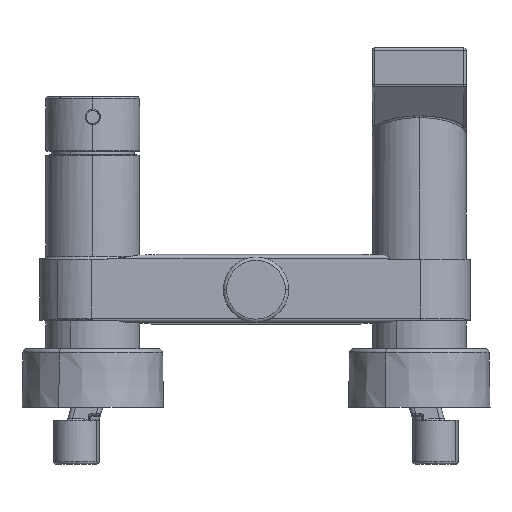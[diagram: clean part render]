
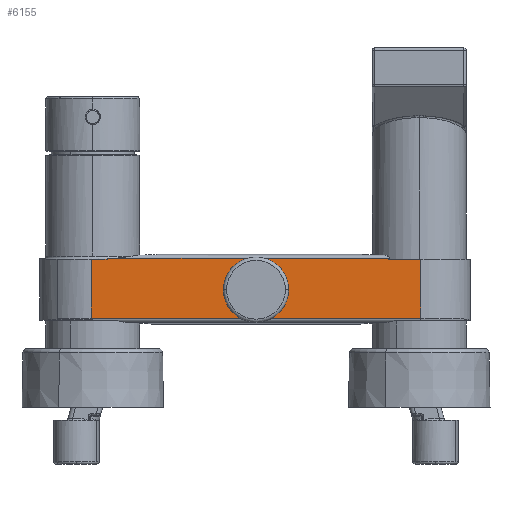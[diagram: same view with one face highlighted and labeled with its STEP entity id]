
A CAD part, front view. The second image highlights one B-rep face of the part: STEP entity #6155.
In plain terms, the highlighted planar face has unit normal (0, -1, 0).
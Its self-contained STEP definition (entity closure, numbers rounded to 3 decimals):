
#255 = DIRECTION ( 'NONE',  ( -1., 0., 0. ) ) ;
#380 = VERTEX_POINT ( 'NONE', #7783 ) ;
#471 = B_SPLINE_CURVE_WITH_KNOTS ( 'NONE', 3,
 ( #10110, #12190, #12234, #5937, #13301, #6978, #710, #8024, #1760, #9099 ),
 .UNSPECIFIED., .F., .F.,
 ( 4, 2, 2, 2, 4 ),
 ( 0., 0.002, 0.003, 0.005, 0.006 ),
 .UNSPECIFIED. ) ;
#506 = DIRECTION ( 'NONE',  ( 0., 1., 0. ) ) ;
#645 = CARTESIAN_POINT ( 'NONE',  ( -69.368, -22.7, -2.449 ) ) ;
#663 = CARTESIAN_POINT ( 'NONE',  ( -37.5, -22.7, -29.545 ) ) ;
#710 = CARTESIAN_POINT ( 'NONE',  ( -73.589, -22.7, -2.477 ) ) ;
#727 = EDGE_LOOP ( 'NONE', ( #13120, #6164 ) ) ;
#840 = DIRECTION ( 'NONE',  ( -1., 0., 0. ) ) ;
#876 = CARTESIAN_POINT ( 'NONE',  ( -68.232, -22.7, -2.372 ) ) ;
#921 = CARTESIAN_POINT ( 'NONE',  ( -65.304, -22.7, -2.102 ) ) ;
#1241 = DIRECTION ( 'NONE',  ( 0., 0., -1. ) ) ;
#1316 = VERTEX_POINT ( 'NONE', #645 ) ;
#1659 = VECTOR ( 'NONE', #4308, 1000. ) ;
#1687 = FACE_BOUND ( 'NONE', #727, .T. ) ;
#1760 = CARTESIAN_POINT ( 'NONE',  ( -75.172, -22.7, -2.469 ) ) ;
#1796 = DIRECTION ( 'NONE',  ( -1., 0., 0. ) ) ;
#1875 = CARTESIAN_POINT ( 'NONE',  ( -75.7, -22.7, -29.545 ) ) ;
#1933 = DIRECTION ( 'NONE',  ( 0., 1., 0. ) ) ;
#1938 = CARTESIAN_POINT ( 'NONE',  ( -69.368, -22.7, -2.449 ) ) ;
#1942 = LINE ( 'NONE', #8149, #10616 ) ;
#2074 = B_SPLINE_CURVE_WITH_KNOTS ( 'NONE', 7,
 ( #9231, #2945, #6107, #13469, #7155, #876, #8201, #1938 ),
 .UNSPECIFIED., .F., .F.,
 ( 8, 8 ),
 ( 0., 4.079 ),
 .UNSPECIFIED. ) ;
#2935 = DIRECTION ( 'NONE',  ( 0., 0., -1. ) ) ;
#2945 = CARTESIAN_POINT ( 'NONE',  ( -65.902, -22.7, -2.165 ) ) ;
#3242 = CARTESIAN_POINT ( 'NONE',  ( 61.327, -22.7, -2.102 ) ) ;
#3244 = LINE ( 'NONE', #6099, #6046 ) ;
#3488 = FACE_OUTER_BOUND ( 'NONE', #12448, .T. ) ;
#3536 = AXIS2_PLACEMENT_3D ( 'NONE', #6784, #506, #7832 ) ;
#3783 = ORIENTED_EDGE ( 'NONE', *, *, #3886, .F. ) ;
#3859 = EDGE_CURVE ( 'NONE', #8384, #7252, #13178, .T. ) ;
#3886 = EDGE_CURVE ( 'NONE', #380, #8384, #10202, .T. ) ;
#3957 = EDGE_CURVE ( 'NONE', #5166, #11110, #11206, .T. ) ;
#4095 = VERTEX_POINT ( 'NONE', #5778 ) ;
#4175 = EDGE_CURVE ( 'NONE', #11110, #7252, #10382, .T. ) ;
#4308 = DIRECTION ( 'NONE',  ( -1., 0., 0. ) ) ;
#4325 = AXIS2_PLACEMENT_3D ( 'NONE', #13464, #1933, #9275 ) ;
#5166 = VERTEX_POINT ( 'NONE', #9964 ) ;
#5184 = EDGE_CURVE ( 'NONE', #7808, #4095, #9342, .T. ) ;
#5608 = VERTEX_POINT ( 'NONE', #11518 ) ;
#5778 = CARTESIAN_POINT ( 'NONE',  ( 61.327, -22.7, -2.5 ) ) ;
#5937 = CARTESIAN_POINT ( 'NONE',  ( -71.478, -22.7, -2.502 ) ) ;
#6008 = ORIENTED_EDGE ( 'NONE', *, *, #5184, .F. ) ;
#6046 = VECTOR ( 'NONE', #1796, 1000. ) ;
#6099 = CARTESIAN_POINT ( 'NONE',  ( 30.663, -22.7, -2.102 ) ) ;
#6107 = CARTESIAN_POINT ( 'NONE',  ( -66.493, -22.7, -2.223 ) ) ;
#6155 = ADVANCED_FACE ( 'NONE', ( #1687, #3488 ), #12411, .F. ) ;
#6164 = ORIENTED_EDGE ( 'NONE', *, *, #13455, .T. ) ;
#6234 = VECTOR ( 'NONE', #1241, 1000. ) ;
#6340 = EDGE_CURVE ( 'NONE', #9847, #9757, #10630, .T. ) ;
#6533 = VECTOR ( 'NONE', #10014, 1000. ) ;
#6536 = CARTESIAN_POINT ( 'NONE',  ( -75.7, -22.7, -30.027 ) ) ;
#6539 = DIRECTION ( 'NONE',  ( 0., 1., 0. ) ) ;
#6684 = CARTESIAN_POINT ( 'NONE',  ( 13., -22.7, -16.5 ) ) ;
#6784 = CARTESIAN_POINT ( 'NONE',  ( 0., -22.7, -16.5 ) ) ;
#6978 = CARTESIAN_POINT ( 'NONE',  ( -73.061, -22.7, -2.484 ) ) ;
#7155 = CARTESIAN_POINT ( 'NONE',  ( -67.657, -22.7, -2.326 ) ) ;
#7252 = VERTEX_POINT ( 'NONE', #6536 ) ;
#7612 = ORIENTED_EDGE ( 'NONE', *, *, #7926, .T. ) ;
#7680 = EDGE_CURVE ( 'NONE', #7808, #10589, #3244, .T. ) ;
#7783 = CARTESIAN_POINT ( 'NONE',  ( -75., -22.7, -29.545 ) ) ;
#7808 = VERTEX_POINT ( 'NONE', #3242 ) ;
#7828 = AXIS2_PLACEMENT_3D ( 'NONE', #12852, #6539, #255 ) ;
#7832 = DIRECTION ( 'NONE',  ( -1., 0., 0. ) ) ;
#7926 = EDGE_CURVE ( 'NONE', #10398, #4095, #1942, .T. ) ;
#8024 = CARTESIAN_POINT ( 'NONE',  ( -74.644, -22.7, -2.469 ) ) ;
#8149 = CARTESIAN_POINT ( 'NONE',  ( 68.513, -22.7, -2.5 ) ) ;
#8197 = LINE ( 'NONE', #663, #10656 ) ;
#8201 = CARTESIAN_POINT ( 'NONE',  ( -68.802, -22.7, -2.412 ) ) ;
#8384 = VERTEX_POINT ( 'NONE', #8500 ) ;
#8425 = EDGE_CURVE ( 'NONE', #10398, #5608, #12626, .T. ) ;
#8470 = CARTESIAN_POINT ( 'NONE',  ( -75., -22.7, -29.786 ) ) ;
#8500 = CARTESIAN_POINT ( 'NONE',  ( -75., -22.7, -30.027 ) ) ;
#8589 = DIRECTION ( 'NONE',  ( 0., 0., -1. ) ) ;
#8950 = CARTESIAN_POINT ( 'NONE',  ( 61.327, -22.7, -2.301 ) ) ;
#8985 = ORIENTED_EDGE ( 'NONE', *, *, #11509, .F. ) ;
#9044 = CARTESIAN_POINT ( 'NONE',  ( 75.7, -22.7, -2.5 ) ) ;
#9047 = DIRECTION ( 'NONE',  ( -1., 0., 0. ) ) ;
#9099 = CARTESIAN_POINT ( 'NONE',  ( -75.7, -22.7, -2.472 ) ) ;
#9231 = CARTESIAN_POINT ( 'NONE',  ( -65.304, -22.7, -2.102 ) ) ;
#9275 = DIRECTION ( 'NONE',  ( 0., 0., 1. ) ) ;
#9342 = LINE ( 'NONE', #8950, #6533 ) ;
#9717 = VECTOR ( 'NONE', #2935, 1000. ) ;
#9757 = VERTEX_POINT ( 'NONE', #6684 ) ;
#9810 = VECTOR ( 'NONE', #8589, 1000. ) ;
#9824 = ORIENTED_EDGE ( 'NONE', *, *, #7680, .T. ) ;
#9847 = VERTEX_POINT ( 'NONE', #11228 ) ;
#9964 = CARTESIAN_POINT ( 'NONE',  ( -75.7, -22.7, -2.472 ) ) ;
#10014 = DIRECTION ( 'NONE',  ( 0., 0., -1. ) ) ;
#10110 = CARTESIAN_POINT ( 'NONE',  ( -69.368, -22.7, -2.449 ) ) ;
#10202 = LINE ( 'NONE', #8470, #11667 ) ;
#10382 = LINE ( 'NONE', #12363, #9717 ) ;
#10398 = VERTEX_POINT ( 'NONE', #9044 ) ;
#10587 = CARTESIAN_POINT ( 'NONE',  ( -75.35, -22.7, -30.027 ) ) ;
#10589 = VERTEX_POINT ( 'NONE', #921 ) ;
#10616 = VECTOR ( 'NONE', #840, 1000. ) ;
#10630 = CIRCLE ( 'NONE', #7828, 13. ) ;
#10656 = VECTOR ( 'NONE', #9047, 1000. ) ;
#11110 = VERTEX_POINT ( 'NONE', #1875 ) ;
#11184 = ORIENTED_EDGE ( 'NONE', *, *, #8425, .F. ) ;
#11206 = LINE ( 'NONE', #12813, #6234 ) ;
#11228 = CARTESIAN_POINT ( 'NONE',  ( -13., -22.7, -16.5 ) ) ;
#11509 = EDGE_CURVE ( 'NONE', #5608, #380, #8197, .T. ) ;
#11517 = EDGE_CURVE ( 'NONE', #1316, #5166, #471, .T. ) ;
#11518 = CARTESIAN_POINT ( 'NONE',  ( 75.7, -22.7, -29.545 ) ) ;
#11667 = VECTOR ( 'NONE', #12726, 1000. ) ;
#11741 = CARTESIAN_POINT ( 'NONE',  ( 75.7, -22.7, -16.023 ) ) ;
#11761 = EDGE_CURVE ( 'NONE', #10589, #1316, #2074, .T. ) ;
#12177 = ORIENTED_EDGE ( 'NONE', *, *, #3957, .T. ) ;
#12190 = CARTESIAN_POINT ( 'NONE',  ( -69.895, -22.7, -2.483 ) ) ;
#12234 = CARTESIAN_POINT ( 'NONE',  ( -70.423, -22.7, -2.495 ) ) ;
#12363 = CARTESIAN_POINT ( 'NONE',  ( -75.7, -22.7, 0.237 ) ) ;
#12411 = PLANE ( 'NONE',  #4325 ) ;
#12448 = EDGE_LOOP ( 'NONE', ( #7612, #6008, #9824, #12851, #12742, #12177, #12761, #13348, #3783, #8985, #11184 ) ) ;
#12626 = LINE ( 'NONE', #11741, #9810 ) ;
#12726 = DIRECTION ( 'NONE',  ( 0., 0., -1. ) ) ;
#12742 = ORIENTED_EDGE ( 'NONE', *, *, #11517, .T. ) ;
#12761 = ORIENTED_EDGE ( 'NONE', *, *, #4175, .T. ) ;
#12813 = CARTESIAN_POINT ( 'NONE',  ( -75.7, -22.7, -16.008 ) ) ;
#12851 = ORIENTED_EDGE ( 'NONE', *, *, #11761, .T. ) ;
#12852 = CARTESIAN_POINT ( 'NONE',  ( 0., -22.7, -16.5 ) ) ;
#13120 = ORIENTED_EDGE ( 'NONE', *, *, #6340, .T. ) ;
#13178 = LINE ( 'NONE', #10587, #1659 ) ;
#13254 = CIRCLE ( 'NONE', #3536, 13. ) ;
#13301 = CARTESIAN_POINT ( 'NONE',  ( -72.006, -22.7, -2.497 ) ) ;
#13348 = ORIENTED_EDGE ( 'NONE', *, *, #3859, .F. ) ;
#13455 = EDGE_CURVE ( 'NONE', #9757, #9847, #13254, .T. ) ;
#13464 = CARTESIAN_POINT ( 'NONE',  ( -75.7, -22.7, 0.237 ) ) ;
#13469 = CARTESIAN_POINT ( 'NONE',  ( -67.078, -22.7, -2.277 ) ) ;
